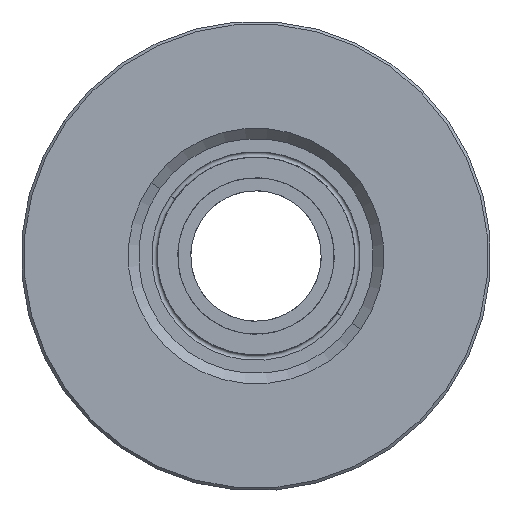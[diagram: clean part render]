
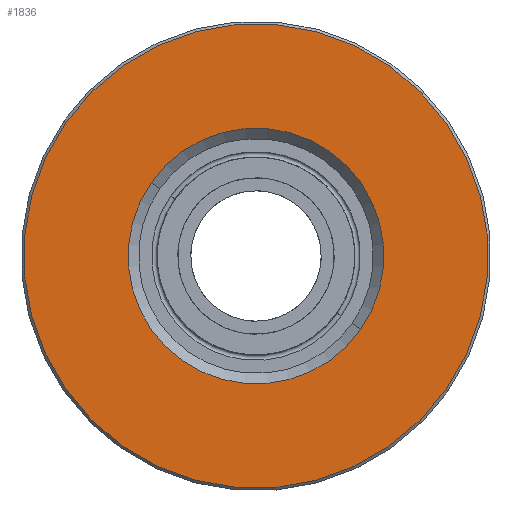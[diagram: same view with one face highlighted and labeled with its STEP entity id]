
A CAD part, front view. The second image highlights one B-rep face of the part: STEP entity #1836.
In plain terms, the highlighted planar face has unit normal (0, -1, 0).
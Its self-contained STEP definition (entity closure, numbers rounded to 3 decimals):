
#215 = CARTESIAN_POINT ( 'NONE',  ( 0., -4.25, 0. ) ) ;
#240 = DIRECTION ( 'NONE',  ( 0., 1., 0. ) ) ;
#280 = ORIENTED_EDGE ( 'NONE', *, *, #5639, .T. ) ;
#601 = CIRCLE ( 'NONE', #6049, 4.9 ) ;
#680 = ORIENTED_EDGE ( 'NONE', *, *, #1408, .T. ) ;
#832 = DIRECTION ( 'NONE',  ( 0., 0., 1. ) ) ;
#879 = FACE_BOUND ( 'NONE', #1813, .T. ) ;
#885 = PLANE ( 'NONE',  #7432 ) ;
#1026 = DIRECTION ( 'NONE',  ( 0., 0., 1. ) ) ;
#1287 = VERTEX_POINT ( 'NONE', #5382 ) ;
#1408 = EDGE_CURVE ( 'NONE', #3597, #6884, #1715, .T. ) ;
#1605 = DIRECTION ( 'NONE',  ( 0., 1., 0. ) ) ;
#1703 = CARTESIAN_POINT ( 'NONE',  ( 0., -4.25, 0. ) ) ;
#1715 = CIRCLE ( 'NONE', #4075, 4.9 ) ;
#1813 = EDGE_LOOP ( 'NONE', ( #6895, #680 ) ) ;
#1836 = ADVANCED_FACE ( 'NONE', ( #6758, #879 ), #885, .F. ) ;
#1905 = DIRECTION ( 'NONE',  ( 0., -1., 0. ) ) ;
#2022 = EDGE_CURVE ( 'NONE', #6884, #3597, #601, .T. ) ;
#2052 = CARTESIAN_POINT ( 'NONE',  ( 4.5, -4.25, 0. ) ) ;
#2378 = AXIS2_PLACEMENT_3D ( 'NONE', #1703, #6484, #7045 ) ;
#2406 = CARTESIAN_POINT ( 'NONE',  ( 0., -4.25, -8.9 ) ) ;
#2626 = VERTEX_POINT ( 'NONE', #2406 ) ;
#2647 = DIRECTION ( 'NONE',  ( 0., 1., 0. ) ) ;
#2778 = ORIENTED_EDGE ( 'NONE', *, *, #4768, .T. ) ;
#3597 = VERTEX_POINT ( 'NONE', #5907 ) ;
#3640 = DIRECTION ( 'NONE',  ( 0., 0., 1. ) ) ;
#3688 = CIRCLE ( 'NONE', #2378, 8.9 ) ;
#4075 = AXIS2_PLACEMENT_3D ( 'NONE', #6164, #240, #832 ) ;
#4088 = CARTESIAN_POINT ( 'NONE',  ( 0., -4.25, -4.9 ) ) ;
#4459 = DIRECTION ( 'NONE',  ( 0., 0., 1. ) ) ;
#4768 = EDGE_CURVE ( 'NONE', #1287, #2626, #7402, .T. ) ;
#4826 = AXIS2_PLACEMENT_3D ( 'NONE', #215, #1905, #3640 ) ;
#5382 = CARTESIAN_POINT ( 'NONE',  ( 0., -4.25, 8.9 ) ) ;
#5639 = EDGE_CURVE ( 'NONE', #2626, #1287, #3688, .T. ) ;
#5794 = CARTESIAN_POINT ( 'NONE',  ( 0., -4.25, 0. ) ) ;
#5907 = CARTESIAN_POINT ( 'NONE',  ( 0., -4.25, 4.9 ) ) ;
#6049 = AXIS2_PLACEMENT_3D ( 'NONE', #5794, #1605, #1026 ) ;
#6164 = CARTESIAN_POINT ( 'NONE',  ( 0., -4.25, 0. ) ) ;
#6484 = DIRECTION ( 'NONE',  ( 0., -1., 0. ) ) ;
#6758 = FACE_OUTER_BOUND ( 'NONE', #6763, .T. ) ;
#6763 = EDGE_LOOP ( 'NONE', ( #2778, #280 ) ) ;
#6884 = VERTEX_POINT ( 'NONE', #4088 ) ;
#6895 = ORIENTED_EDGE ( 'NONE', *, *, #2022, .T. ) ;
#7045 = DIRECTION ( 'NONE',  ( 0., 0., 1. ) ) ;
#7402 = CIRCLE ( 'NONE', #4826, 8.9 ) ;
#7432 = AXIS2_PLACEMENT_3D ( 'NONE', #2052, #2647, #4459 ) ;
